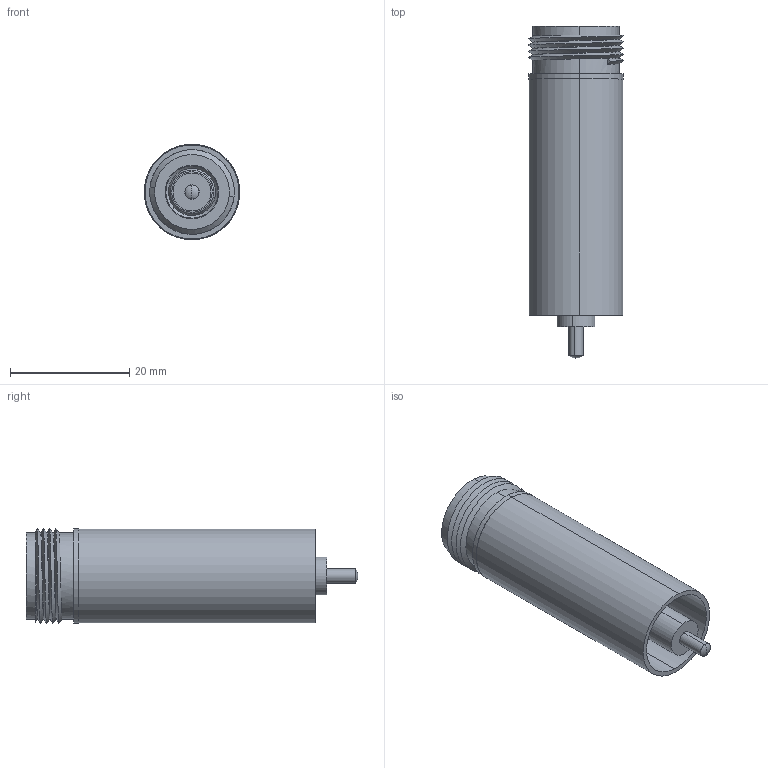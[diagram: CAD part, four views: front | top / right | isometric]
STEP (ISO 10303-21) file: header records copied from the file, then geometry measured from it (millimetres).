
FILE_DESCRIPTION (( 'STEP AP203' ), '1' );
FILE_NAME ('A0654-1-W.STEP', '2011-10-18T12:04:19', ( '' ), ( '' ), 'SwSTEP 2.0', 'SolidWorks 2011', '' );
FILE_SCHEMA (( 'CONFIG_CONTROL_DESIGN' ));
Length unit declared in the file: inch
Products named in the file (1): A0654-1-W
Bounding box: 16.01 x 55.72 x 16.01 mm (x, y, z)
Volume: 5218.4 mm3; surface area: 6644.7 mm2
Topology: 1 solids, 4 shells, 150 faces, 346 edges, 218 vertices
Faces by surface type: cylinder 70, plane 42, cone 28, torus 8, bspline 2
Entity records: 4799 total; most frequent: CARTESIAN_POINT 1269, DIRECTION 780, ORIENTED_EDGE 684, EDGE_CURVE 342, AXIS2_PLACEMENT_3D 328, VERTEX_POINT 218, CIRCLE 179, EDGE_LOOP 172
